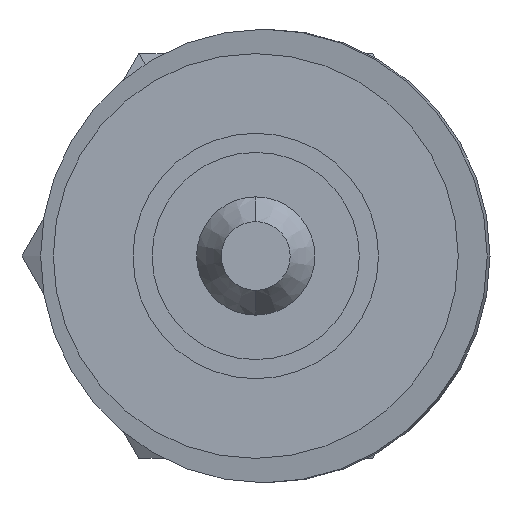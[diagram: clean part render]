
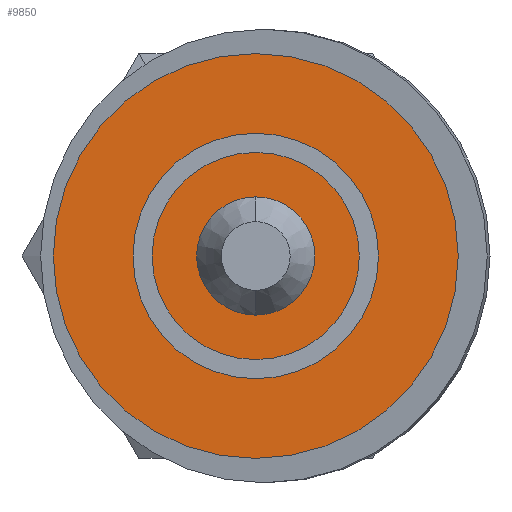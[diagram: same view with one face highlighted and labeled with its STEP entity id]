
A CAD part, left-side view. The second image highlights one B-rep face of the part: STEP entity #9850.
In plain terms, the highlighted planar face has unit normal (-1, 0, 0).
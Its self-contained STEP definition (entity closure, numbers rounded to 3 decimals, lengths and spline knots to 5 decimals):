
#730 = VERTEX_POINT ( 'NONE', #3252 ) ;
#1919 = ORIENTED_EDGE ( 'NONE', *, *, #28396, .T. ) ;
#2924 = EDGE_LOOP ( 'NONE', ( #15581, #1919 ) ) ;
#3252 = CARTESIAN_POINT ( 'NONE',  ( -0.41, 0., 0.125 ) ) ;
#4767 = AXIS2_PLACEMENT_3D ( 'NONE', #6181, #17845, #30290 ) ;
#6181 = CARTESIAN_POINT ( 'NONE',  ( -0.41, 0.0365, 0. ) ) ;
#6939 = CARTESIAN_POINT ( 'NONE',  ( -0.41, 0., 0. ) ) ;
#7789 = DIRECTION ( 'NONE',  ( 0., 0., 1. ) ) ;
#9850 = ADVANCED_FACE ( 'NONE', ( #27326, #16680 ), #19807, .F. ) ;
#9924 = ORIENTED_EDGE ( 'NONE', *, *, #13917, .F. ) ;
#12222 = VERTEX_POINT ( 'NONE', #32839 ) ;
#12341 = CARTESIAN_POINT ( 'NONE',  ( -0.41, 0., 0. ) ) ;
#13691 = DIRECTION ( 'NONE',  ( 0., 0., 1. ) ) ;
#13917 = EDGE_CURVE ( 'NONE', #25438, #32416, #14842, .T. ) ;
#14842 = CIRCLE ( 'NONE', #16517, 0.0365 ) ;
#15581 = ORIENTED_EDGE ( 'NONE', *, *, #17468, .T. ) ;
#16517 = AXIS2_PLACEMENT_3D ( 'NONE', #18761, #26444, #13691 ) ;
#16680 = FACE_OUTER_BOUND ( 'NONE', #2924, .T. ) ;
#17433 = AXIS2_PLACEMENT_3D ( 'NONE', #33474, #34001, #7789 ) ;
#17468 = EDGE_CURVE ( 'NONE', #12222, #730, #31110, .T. ) ;
#17612 = DIRECTION ( 'NONE',  ( -1., 0., 0. ) ) ;
#17845 = DIRECTION ( 'NONE',  ( 1., 0., 0. ) ) ;
#18761 = CARTESIAN_POINT ( 'NONE',  ( -0.41, 0., 0. ) ) ;
#18820 = EDGE_LOOP ( 'NONE', ( #27303, #9924 ) ) ;
#19807 = PLANE ( 'NONE',  #4767 ) ;
#20334 = CARTESIAN_POINT ( 'NONE',  ( -0.41, 0., 0.0365 ) ) ;
#20336 = EDGE_CURVE ( 'NONE', #32416, #25438, #29308, .T. ) ;
#20367 = DIRECTION ( 'NONE',  ( -1., 0., 0. ) ) ;
#22468 = DIRECTION ( 'NONE',  ( 0., 0., 1. ) ) ;
#25438 = VERTEX_POINT ( 'NONE', #28002 ) ;
#25453 = CIRCLE ( 'NONE', #34389, 0.125 ) ;
#25632 = DIRECTION ( 'NONE',  ( 0., 0., 1. ) ) ;
#26444 = DIRECTION ( 'NONE',  ( -1., 0., 0. ) ) ;
#27303 = ORIENTED_EDGE ( 'NONE', *, *, #20336, .F. ) ;
#27326 = FACE_BOUND ( 'NONE', #18820, .T. ) ;
#28002 = CARTESIAN_POINT ( 'NONE',  ( -0.41, 0., -0.0365 ) ) ;
#28396 = EDGE_CURVE ( 'NONE', #730, #12222, #25453, .T. ) ;
#28758 = AXIS2_PLACEMENT_3D ( 'NONE', #6939, #17612, #25632 ) ;
#29308 = CIRCLE ( 'NONE', #28758, 0.0365 ) ;
#30290 = DIRECTION ( 'NONE',  ( 0., 0., -1. ) ) ;
#31110 = CIRCLE ( 'NONE', #17433, 0.125 ) ;
#32416 = VERTEX_POINT ( 'NONE', #20334 ) ;
#32839 = CARTESIAN_POINT ( 'NONE',  ( -0.41, 0., -0.125 ) ) ;
#33474 = CARTESIAN_POINT ( 'NONE',  ( -0.41, 0., 0. ) ) ;
#34001 = DIRECTION ( 'NONE',  ( -1., 0., 0. ) ) ;
#34389 = AXIS2_PLACEMENT_3D ( 'NONE', #12341, #20367, #22468 ) ;
